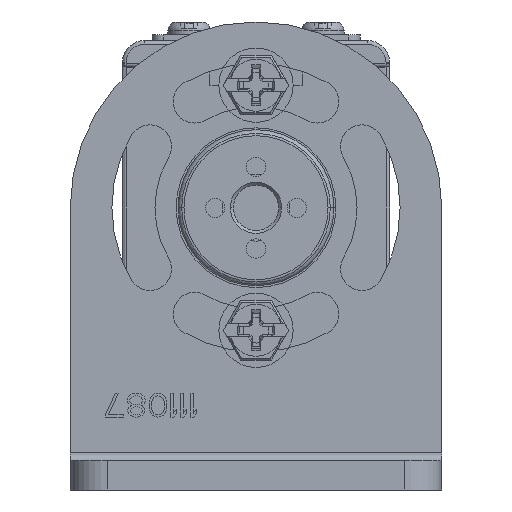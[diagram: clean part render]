
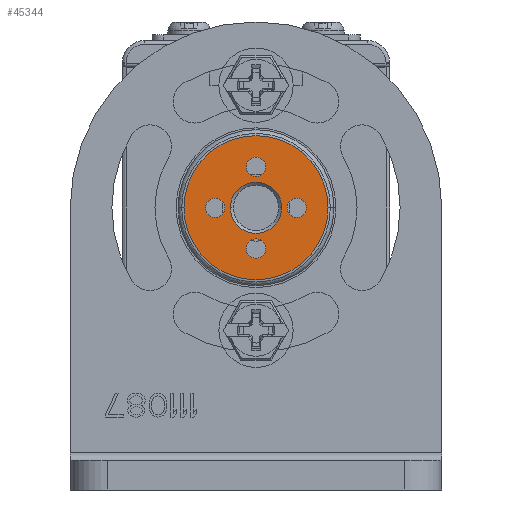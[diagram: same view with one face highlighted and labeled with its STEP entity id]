
A CAD part, front view. The second image highlights one B-rep face of the part: STEP entity #45344.
In plain terms, the highlighted planar face has unit normal (0, -1, 0).
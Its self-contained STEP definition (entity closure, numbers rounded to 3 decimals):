
#11805=CARTESIAN_POINT('',(0.,-515.,22.5));
#11806=DIRECTION('',(0.,-1.,0.));
#11807=DIRECTION('',(-1.,0.,0.));
#11808=AXIS2_PLACEMENT_3D('',#11805,#11806,#11807);
#11810=CARTESIAN_POINT('',(0.,-515.,22.5));
#11811=DIRECTION('',(0.,-1.,0.));
#11812=DIRECTION('',(1.,0.,0.));
#11813=AXIS2_PLACEMENT_3D('',#11810,#11811,#11812);
#11815=CARTESIAN_POINT('',(0.,-515.,22.5));
#11816=DIRECTION('',(0.,1.,0.));
#11817=DIRECTION('',(-1.,0.,0.));
#11818=AXIS2_PLACEMENT_3D('',#11815,#11816,#11817);
#11820=CARTESIAN_POINT('',(0.,-515.,22.5));
#11821=DIRECTION('',(0.,1.,0.));
#11822=DIRECTION('',(1.,0.,0.));
#11823=AXIS2_PLACEMENT_3D('',#11820,#11821,#11822);
#11825=CARTESIAN_POINT('',(0.,-515.,17.));
#11826=DIRECTION('',(0.,-1.,0.));
#11827=DIRECTION('',(-1.,0.,0.));
#11828=AXIS2_PLACEMENT_3D('',#11825,#11826,#11827);
#11830=CARTESIAN_POINT('',(0.,-515.,17.));
#11831=DIRECTION('',(0.,-1.,0.));
#11832=DIRECTION('',(1.,0.,0.));
#11833=AXIS2_PLACEMENT_3D('',#11830,#11831,#11832);
#11835=CARTESIAN_POINT('',(-5.5,-515.,22.5));
#11836=DIRECTION('',(0.,-1.,0.));
#11837=DIRECTION('',(-1.,0.,0.));
#11838=AXIS2_PLACEMENT_3D('',#11835,#11836,#11837);
#11840=CARTESIAN_POINT('',(-5.5,-515.,22.5));
#11841=DIRECTION('',(0.,-1.,0.));
#11842=DIRECTION('',(1.,0.,0.));
#11843=AXIS2_PLACEMENT_3D('',#11840,#11841,#11842);
#11845=CARTESIAN_POINT('',(0.,-515.,28.));
#11846=DIRECTION('',(0.,-1.,0.));
#11847=DIRECTION('',(-1.,0.,0.));
#11848=AXIS2_PLACEMENT_3D('',#11845,#11846,#11847);
#11850=CARTESIAN_POINT('',(0.,-515.,28.));
#11851=DIRECTION('',(0.,-1.,0.));
#11852=DIRECTION('',(1.,0.,0.));
#11853=AXIS2_PLACEMENT_3D('',#11850,#11851,#11852);
#11855=CARTESIAN_POINT('',(5.5,-515.,22.5));
#11856=DIRECTION('',(0.,-1.,0.));
#11857=DIRECTION('',(-1.,0.,0.));
#11858=AXIS2_PLACEMENT_3D('',#11855,#11856,#11857);
#11860=CARTESIAN_POINT('',(5.5,-515.,22.5));
#11861=DIRECTION('',(0.,-1.,0.));
#11862=DIRECTION('',(1.,0.,0.));
#11863=AXIS2_PLACEMENT_3D('',#11860,#11861,#11862);
#28609=CARTESIAN_POINT('',(-9.7,-515.,22.5));
#28610=CARTESIAN_POINT('',(9.7,-515.,22.5));
#28611=VERTEX_POINT('',#28609);
#28612=VERTEX_POINT('',#28610);
#28625=CARTESIAN_POINT('',(-3.45,-515.,22.5));
#28626=CARTESIAN_POINT('',(3.45,-515.,22.5));
#28627=VERTEX_POINT('',#28625);
#28628=VERTEX_POINT('',#28626);
#28649=CARTESIAN_POINT('',(-1.3,-515.,17.));
#28650=CARTESIAN_POINT('',(1.3,-515.,17.));
#28651=VERTEX_POINT('',#28649);
#28652=VERTEX_POINT('',#28650);
#28653=CARTESIAN_POINT('',(-6.8,-515.,22.5));
#28654=CARTESIAN_POINT('',(-4.2,-515.,22.5));
#28655=VERTEX_POINT('',#28653);
#28656=VERTEX_POINT('',#28654);
#28657=CARTESIAN_POINT('',(-1.3,-515.,28.));
#28658=CARTESIAN_POINT('',(1.3,-515.,28.));
#28659=VERTEX_POINT('',#28657);
#28660=VERTEX_POINT('',#28658);
#28661=CARTESIAN_POINT('',(4.2,-515.,22.5));
#28662=CARTESIAN_POINT('',(6.8,-515.,22.5));
#28663=VERTEX_POINT('',#28661);
#28664=VERTEX_POINT('',#28662);
#45304=CARTESIAN_POINT('',(0.,-515.,22.5));
#45305=DIRECTION('',(0.,-1.,0.));
#45306=DIRECTION('',(-1.,0.,0.));
#45307=AXIS2_PLACEMENT_3D('',#45304,#45305,#45306);
#45308=PLANE('',#45307);
#45309=ORIENTED_EDGE('',*,*,#45294,.F.);
#45311=ORIENTED_EDGE('',*,*,#45310,.F.);
#45312=EDGE_LOOP('',(#45309,#45311));
#45313=FACE_OUTER_BOUND('',#45312,.F.);
#45315=ORIENTED_EDGE('',*,*,#45314,.F.);
#45317=ORIENTED_EDGE('',*,*,#45316,.F.);
#45318=EDGE_LOOP('',(#45315,#45317));
#45319=FACE_BOUND('',#45318,.F.);
#45321=ORIENTED_EDGE('',*,*,#45320,.T.);
#45323=ORIENTED_EDGE('',*,*,#45322,.T.);
#45324=EDGE_LOOP('',(#45321,#45323));
#45325=FACE_BOUND('',#45324,.F.);
#45327=ORIENTED_EDGE('',*,*,#45326,.T.);
#45329=ORIENTED_EDGE('',*,*,#45328,.T.);
#45330=EDGE_LOOP('',(#45327,#45329));
#45331=FACE_BOUND('',#45330,.F.);
#45333=ORIENTED_EDGE('',*,*,#45332,.T.);
#45335=ORIENTED_EDGE('',*,*,#45334,.T.);
#45336=EDGE_LOOP('',(#45333,#45335));
#45337=FACE_BOUND('',#45336,.F.);
#45339=ORIENTED_EDGE('',*,*,#45338,.T.);
#45341=ORIENTED_EDGE('',*,*,#45340,.T.);
#45342=EDGE_LOOP('',(#45339,#45341));
#45343=FACE_BOUND('',#45342,.F.);
#45344=ADVANCED_FACE('',(#45313,#45319,#45325,#45331,#45337,#45343),#45308,.T.);
#11809=CIRCLE('',#11808,9.7);
#11814=CIRCLE('',#11813,9.7);
#11819=CIRCLE('',#11818,3.45);
#11824=CIRCLE('',#11823,3.45);
#11829=CIRCLE('',#11828,1.3);
#11834=CIRCLE('',#11833,1.3);
#11839=CIRCLE('',#11838,1.3);
#11844=CIRCLE('',#11843,1.3);
#11849=CIRCLE('',#11848,1.3);
#11854=CIRCLE('',#11853,1.3);
#11859=CIRCLE('',#11858,1.3);
#11864=CIRCLE('',#11863,1.3);
#45294=EDGE_CURVE('',#28611,#28612,#11809,.T.);
#45310=EDGE_CURVE('',#28612,#28611,#11814,.T.);
#45314=EDGE_CURVE('',#28627,#28628,#11819,.T.);
#45316=EDGE_CURVE('',#28628,#28627,#11824,.T.);
#45320=EDGE_CURVE('',#28651,#28652,#11829,.T.);
#45322=EDGE_CURVE('',#28652,#28651,#11834,.T.);
#45326=EDGE_CURVE('',#28655,#28656,#11839,.T.);
#45328=EDGE_CURVE('',#28656,#28655,#11844,.T.);
#45332=EDGE_CURVE('',#28659,#28660,#11849,.T.);
#45334=EDGE_CURVE('',#28660,#28659,#11854,.T.);
#45338=EDGE_CURVE('',#28663,#28664,#11859,.T.);
#45340=EDGE_CURVE('',#28664,#28663,#11864,.T.);
